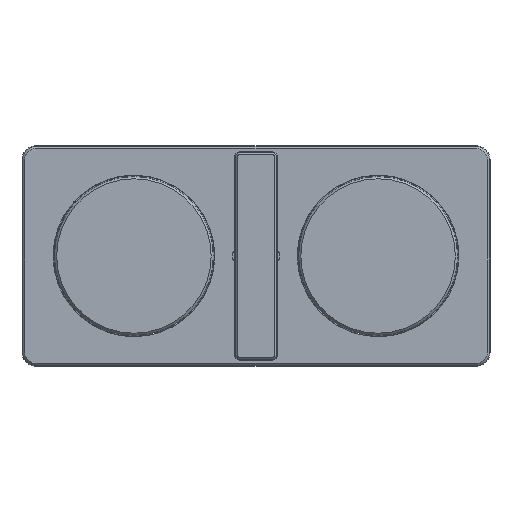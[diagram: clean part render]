
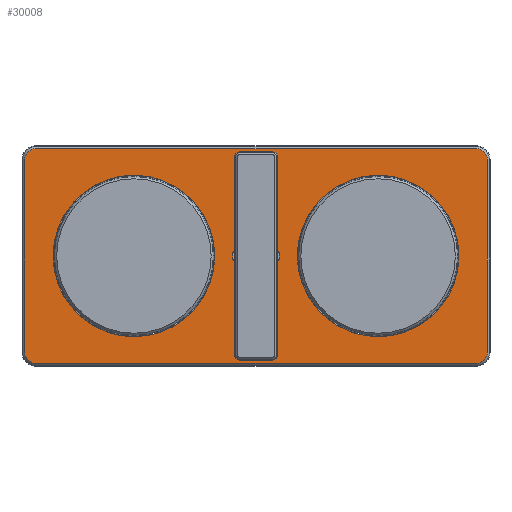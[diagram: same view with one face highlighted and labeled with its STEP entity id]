
A CAD part, top view. The second image highlights one B-rep face of the part: STEP entity #30008.
In plain terms, the highlighted face is planar.
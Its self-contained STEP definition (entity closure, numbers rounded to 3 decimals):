
#506=FACE_BOUND('',#5113,.T.);
#507=FACE_BOUND('',#5114,.T.);
#508=FACE_BOUND('',#5115,.T.);
#3317=FACE_OUTER_BOUND('',#5112,.T.);
#5112=EDGE_LOOP('',(#25345,#25346,#25347,#25348,#25349,#25350,#25351,#25352));
#5113=EDGE_LOOP('',(#25353,#25354,#25355,#25356,#25357,#25358,#25359,#25360,
#25361,#25362,#25363,#25364,#25365,#25366,#25367,#25368));
#5114=EDGE_LOOP('',(#25369));
#5115=EDGE_LOOP('',(#25370));
#6077=CIRCLE('',#31866,4.);
#6078=CIRCLE('',#31869,4.);
#6205=CIRCLE('',#32081,4.);
#6206=CIRCLE('',#32084,4.);
#6207=CIRCLE('',#32088,0.5);
#6208=CIRCLE('',#32089,6.);
#6209=CIRCLE('',#32090,0.5);
#6210=CIRCLE('',#32091,0.5);
#6211=CIRCLE('',#32092,8.49);
#6212=CIRCLE('',#32093,0.5);
#6213=CIRCLE('',#32094,0.5);
#6214=CIRCLE('',#32095,6.);
#6215=CIRCLE('',#32096,0.5);
#6216=CIRCLE('',#32097,0.5);
#6217=CIRCLE('',#32098,8.49);
#6218=CIRCLE('',#32099,0.5);
#6219=CIRCLE('',#32100,29.35);
#6220=CIRCLE('',#32101,29.35);
#8492=LINE('',#54545,#10967);
#8495=LINE('',#54553,#10970);
#8590=LINE('',#55013,#11065);
#8593=LINE('',#55020,#11068);
#8596=LINE('',#55036,#11071);
#8597=LINE('',#55044,#11072);
#8598=LINE('',#55052,#11073);
#8599=LINE('',#55059,#11074);
#10967=VECTOR('',#37380,10.);
#10970=VECTOR('',#37389,10.);
#11065=VECTOR('',#37902,10.);
#11068=VECTOR('',#37911,10.);
#11071=VECTOR('',#37930,10.);
#11072=VECTOR('',#37937,10.);
#11073=VECTOR('',#37944,10.);
#11074=VECTOR('',#37951,10.);
#13612=VERTEX_POINT('',#54537);
#13613=VERTEX_POINT('',#54539);
#13614=VERTEX_POINT('',#54543);
#13615=VERTEX_POINT('',#54547);
#13616=VERTEX_POINT('',#54551);
#13759=VERTEX_POINT('',#55010);
#13760=VERTEX_POINT('',#55012);
#13761=VERTEX_POINT('',#55016);
#13762=VERTEX_POINT('',#55028);
#13763=VERTEX_POINT('',#55029);
#13764=VERTEX_POINT('',#55031);
#13765=VERTEX_POINT('',#55033);
#13766=VERTEX_POINT('',#55035);
#13767=VERTEX_POINT('',#55037);
#13768=VERTEX_POINT('',#55039);
#13769=VERTEX_POINT('',#55041);
#13770=VERTEX_POINT('',#55043);
#13771=VERTEX_POINT('',#55045);
#13772=VERTEX_POINT('',#55047);
#13773=VERTEX_POINT('',#55049);
#13774=VERTEX_POINT('',#55051);
#13775=VERTEX_POINT('',#55053);
#13776=VERTEX_POINT('',#55055);
#13777=VERTEX_POINT('',#55057);
#13778=VERTEX_POINT('',#55060);
#13779=VERTEX_POINT('',#55062);
#17509=EDGE_CURVE('',#13612,#13613,#6077,.T.);
#17512=EDGE_CURVE('',#13614,#13612,#8492,.T.);
#17514=EDGE_CURVE('',#13615,#13614,#6078,.T.);
#17516=EDGE_CURVE('',#13616,#13615,#8495,.T.);
#17741=EDGE_CURVE('',#13759,#13760,#8590,.T.);
#17744=EDGE_CURVE('',#13761,#13759,#6205,.T.);
#17745=EDGE_CURVE('',#13613,#13761,#8593,.T.);
#17746=EDGE_CURVE('',#13760,#13616,#6206,.T.);
#17749=EDGE_CURVE('',#13762,#13763,#6207,.T.);
#17750=EDGE_CURVE('',#13762,#13764,#6208,.T.);
#17751=EDGE_CURVE('',#13765,#13764,#6209,.T.);
#17752=EDGE_CURVE('',#13765,#13766,#8596,.T.);
#17753=EDGE_CURVE('',#13767,#13766,#6210,.T.);
#17754=EDGE_CURVE('',#13767,#13768,#6211,.T.);
#17755=EDGE_CURVE('',#13769,#13768,#6212,.T.);
#17756=EDGE_CURVE('',#13769,#13770,#8597,.T.);
#17757=EDGE_CURVE('',#13771,#13770,#6213,.T.);
#17758=EDGE_CURVE('',#13771,#13772,#6214,.T.);
#17759=EDGE_CURVE('',#13773,#13772,#6215,.T.);
#17760=EDGE_CURVE('',#13773,#13774,#8598,.T.);
#17761=EDGE_CURVE('',#13775,#13774,#6216,.T.);
#17762=EDGE_CURVE('',#13775,#13776,#6217,.T.);
#17763=EDGE_CURVE('',#13777,#13776,#6218,.T.);
#17764=EDGE_CURVE('',#13777,#13763,#8599,.T.);
#17765=EDGE_CURVE('',#13778,#13778,#6219,.T.);
#17766=EDGE_CURVE('',#13779,#13779,#6220,.T.);
#25345=ORIENTED_EDGE('',*,*,#17741,.F.);
#25346=ORIENTED_EDGE('',*,*,#17744,.F.);
#25347=ORIENTED_EDGE('',*,*,#17745,.F.);
#25348=ORIENTED_EDGE('',*,*,#17509,.F.);
#25349=ORIENTED_EDGE('',*,*,#17512,.F.);
#25350=ORIENTED_EDGE('',*,*,#17514,.F.);
#25351=ORIENTED_EDGE('',*,*,#17516,.F.);
#25352=ORIENTED_EDGE('',*,*,#17746,.F.);
#25353=ORIENTED_EDGE('',*,*,#17749,.F.);
#25354=ORIENTED_EDGE('',*,*,#17750,.T.);
#25355=ORIENTED_EDGE('',*,*,#17751,.F.);
#25356=ORIENTED_EDGE('',*,*,#17752,.T.);
#25357=ORIENTED_EDGE('',*,*,#17753,.F.);
#25358=ORIENTED_EDGE('',*,*,#17754,.T.);
#25359=ORIENTED_EDGE('',*,*,#17755,.F.);
#25360=ORIENTED_EDGE('',*,*,#17756,.T.);
#25361=ORIENTED_EDGE('',*,*,#17757,.F.);
#25362=ORIENTED_EDGE('',*,*,#17758,.T.);
#25363=ORIENTED_EDGE('',*,*,#17759,.F.);
#25364=ORIENTED_EDGE('',*,*,#17760,.T.);
#25365=ORIENTED_EDGE('',*,*,#17761,.F.);
#25366=ORIENTED_EDGE('',*,*,#17762,.T.);
#25367=ORIENTED_EDGE('',*,*,#17763,.F.);
#25368=ORIENTED_EDGE('',*,*,#17764,.T.);
#25369=ORIENTED_EDGE('',*,*,#17765,.T.);
#25370=ORIENTED_EDGE('',*,*,#17766,.T.);
#28674=PLANE('',#32087);
#30008=ADVANCED_FACE('',(#3317,#506,#507,#508),#28674,.T.);
#31866=AXIS2_PLACEMENT_3D('',#54540,#37374,#37375);
#31869=AXIS2_PLACEMENT_3D('',#54549,#37384,#37385);
#32081=AXIS2_PLACEMENT_3D('',#55018,#37907,#37908);
#32084=AXIS2_PLACEMENT_3D('',#55022,#37914,#37915);
#32087=AXIS2_PLACEMENT_3D('',#55027,#37922,#37923);
#32088=AXIS2_PLACEMENT_3D('',#55030,#37924,#37925);
#32089=AXIS2_PLACEMENT_3D('',#55032,#37926,#37927);
#32090=AXIS2_PLACEMENT_3D('',#55034,#37928,#37929);
#32091=AXIS2_PLACEMENT_3D('',#55038,#37931,#37932);
#32092=AXIS2_PLACEMENT_3D('',#55040,#37933,#37934);
#32093=AXIS2_PLACEMENT_3D('',#55042,#37935,#37936);
#32094=AXIS2_PLACEMENT_3D('',#55046,#37938,#37939);
#32095=AXIS2_PLACEMENT_3D('',#55048,#37940,#37941);
#32096=AXIS2_PLACEMENT_3D('',#55050,#37942,#37943);
#32097=AXIS2_PLACEMENT_3D('',#55054,#37945,#37946);
#32098=AXIS2_PLACEMENT_3D('',#55056,#37947,#37948);
#32099=AXIS2_PLACEMENT_3D('',#55058,#37949,#37950);
#32100=AXIS2_PLACEMENT_3D('',#55061,#37952,#37953);
#32101=AXIS2_PLACEMENT_3D('',#55063,#37954,#37955);
#37374=DIRECTION('center_axis',(0.,0.,1.));
#37375=DIRECTION('ref_axis',(0.,-1.,0.));
#37380=DIRECTION('',(0.,-1.,0.));
#37384=DIRECTION('center_axis',(0.,0.,1.));
#37385=DIRECTION('ref_axis',(-1.,0.,0.));
#37389=DIRECTION('',(-1.,0.,0.));
#37902=DIRECTION('',(0.,1.,0.));
#37907=DIRECTION('center_axis',(0.,0.,1.));
#37908=DIRECTION('ref_axis',(1.,0.,0.));
#37911=DIRECTION('',(1.,0.,0.));
#37914=DIRECTION('center_axis',(0.,0.,1.));
#37915=DIRECTION('ref_axis',(0.,1.,0.));
#37922=DIRECTION('center_axis',(0.,0.,-1.));
#37923=DIRECTION('ref_axis',(1.,0.,0.));
#37924=DIRECTION('center_axis',(0.,0.,1.));
#37925=DIRECTION('ref_axis',(0.512,0.859,0.));
#37926=DIRECTION('center_axis',(0.,0.,1.));
#37927=DIRECTION('ref_axis',(1.,0.,0.));
#37928=DIRECTION('center_axis',(0.,0.,1.));
#37929=DIRECTION('ref_axis',(-0.512,0.859,0.));
#37930=DIRECTION('',(0.978,-0.208,0.));
#37931=DIRECTION('center_axis',(0.,0.,-1.));
#37932=DIRECTION('ref_axis',(0.571,-0.821,0.));
#37933=DIRECTION('center_axis',(0.,0.,1.));
#37934=DIRECTION('ref_axis',(1.,0.,0.));
#37935=DIRECTION('center_axis',(0.,0.,-1.));
#37936=DIRECTION('ref_axis',(0.571,0.821,0.));
#37937=DIRECTION('',(-0.978,-0.208,0.));
#37938=DIRECTION('center_axis',(0.,0.,1.));
#37939=DIRECTION('ref_axis',(-0.512,-0.859,0.));
#37940=DIRECTION('center_axis',(0.,0.,1.));
#37941=DIRECTION('ref_axis',(1.,0.,0.));
#37942=DIRECTION('center_axis',(0.,0.,1.));
#37943=DIRECTION('ref_axis',(0.512,-0.859,0.));
#37944=DIRECTION('',(-0.978,0.208,0.));
#37945=DIRECTION('center_axis',(0.,0.,-1.));
#37946=DIRECTION('ref_axis',(-0.571,0.821,0.));
#37947=DIRECTION('center_axis',(0.,0.,1.));
#37948=DIRECTION('ref_axis',(-1.,0.,0.));
#37949=DIRECTION('center_axis',(0.,0.,-1.));
#37950=DIRECTION('ref_axis',(-0.571,-0.821,0.));
#37951=DIRECTION('',(0.978,0.208,0.));
#37952=DIRECTION('center_axis',(0.,0.,1.));
#37953=DIRECTION('ref_axis',(1.,0.,0.));
#37954=DIRECTION('center_axis',(0.,0.,1.));
#37955=DIRECTION('ref_axis',(1.,0.,0.));
#54537=CARTESIAN_POINT('',(-84.,-35.,4.));
#54539=CARTESIAN_POINT('',(-80.,-39.,4.));
#54540=CARTESIAN_POINT('Origin',(-80.,-35.,4.));
#54543=CARTESIAN_POINT('',(-84.,35.,4.));
#54545=CARTESIAN_POINT('',(-84.,-17.5,4.));
#54547=CARTESIAN_POINT('',(-80.,39.,4.));
#54549=CARTESIAN_POINT('Origin',(-80.,35.,4.));
#54551=CARTESIAN_POINT('',(80.,39.,4.));
#54553=CARTESIAN_POINT('',(-40.,39.,4.));
#55010=CARTESIAN_POINT('',(84.,-35.,4.));
#55012=CARTESIAN_POINT('',(84.,35.,4.));
#55013=CARTESIAN_POINT('',(84.,17.5,4.));
#55016=CARTESIAN_POINT('',(80.,-39.,4.));
#55018=CARTESIAN_POINT('Origin',(80.,-35.,4.));
#55020=CARTESIAN_POINT('',(40.,-39.,4.));
#55022=CARTESIAN_POINT('Origin',(80.,35.,4.));
#55027=CARTESIAN_POINT('Origin',(0.,0.,
4.));
#55028=CARTESIAN_POINT('',(-5.756,-1.695,4.));
#55029=CARTESIAN_POINT('',(-6.339,-1.347,4.));
#55030=CARTESIAN_POINT('Origin',(-6.235,-1.836,4.));
#55031=CARTESIAN_POINT('',(5.756,-1.695,4.));
#55032=CARTESIAN_POINT('Origin',(0.,0.,4.));
#55033=CARTESIAN_POINT('',(6.339,-1.347,4.));
#55034=CARTESIAN_POINT('Origin',(6.235,-1.836,4.));
#55035=CARTESIAN_POINT('',(7.8,-1.658,4.));
#55036=CARTESIAN_POINT('',(3.543,-0.753,4.));
#55037=CARTESIAN_POINT('',(8.399,-1.242,4.));
#55038=CARTESIAN_POINT('Origin',(7.904,-1.169,4.));
#55039=CARTESIAN_POINT('',(8.399,1.242,4.));
#55040=CARTESIAN_POINT('Origin',(0.,0.,4.));
#55041=CARTESIAN_POINT('',(7.8,1.658,4.));
#55042=CARTESIAN_POINT('Origin',(7.904,1.169,4.));
#55043=CARTESIAN_POINT('',(6.339,1.347,4.));
#55044=CARTESIAN_POINT('',(3.543,0.753,4.));
#55045=CARTESIAN_POINT('',(5.756,1.695,4.));
#55046=CARTESIAN_POINT('Origin',(6.235,1.836,4.));
#55047=CARTESIAN_POINT('',(-5.756,1.695,4.));
#55048=CARTESIAN_POINT('Origin',(0.,0.,4.));
#55049=CARTESIAN_POINT('',(-6.339,1.347,4.));
#55050=CARTESIAN_POINT('Origin',(-6.235,1.836,4.));
#55051=CARTESIAN_POINT('',(-7.8,1.658,4.));
#55052=CARTESIAN_POINT('',(-3.543,0.753,4.));
#55053=CARTESIAN_POINT('',(-8.399,1.242,4.));
#55054=CARTESIAN_POINT('Origin',(-7.904,1.169,4.));
#55055=CARTESIAN_POINT('',(-8.399,-1.242,4.));
#55056=CARTESIAN_POINT('Origin',(0.,0.,4.));
#55057=CARTESIAN_POINT('',(-7.8,-1.658,4.));
#55058=CARTESIAN_POINT('Origin',(-7.904,-1.169,4.));
#55059=CARTESIAN_POINT('',(-3.543,-0.753,4.));
#55060=CARTESIAN_POINT('',(-73.7,0.,4.));
#55061=CARTESIAN_POINT('Origin',(-44.35,0.,4.));
#55062=CARTESIAN_POINT('',(15.,0.,4.));
#55063=CARTESIAN_POINT('Origin',(44.35,0.,4.));
